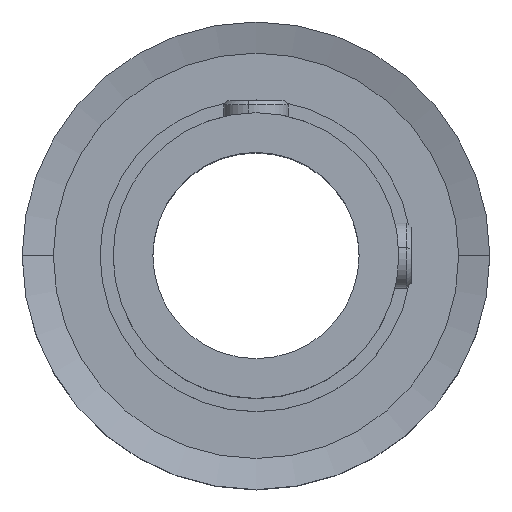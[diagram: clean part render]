
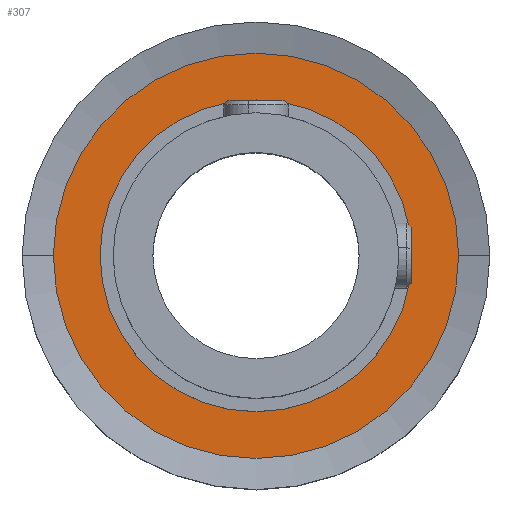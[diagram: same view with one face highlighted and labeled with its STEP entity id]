
A CAD part, top view. The second image highlights one B-rep face of the part: STEP entity #307.
In plain terms, the highlighted planar face has unit normal (0, 0, 1).
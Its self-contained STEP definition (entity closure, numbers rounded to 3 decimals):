
#89 = EDGE_CURVE ( 'NONE', #4318, #2797, #5805, .T. ) ;
#222 = AXIS2_PLACEMENT_3D ( 'NONE', #1694, #1144, #3907 ) ;
#232 = VERTEX_POINT ( 'NONE', #3701 ) ;
#307 = ADVANCED_FACE ( 'NONE', ( #5607, #996 ), #3248, .T. ) ;
#350 = DIRECTION ( 'NONE',  ( 0., 0., 1. ) ) ;
#440 = CARTESIAN_POINT ( 'NONE',  ( 0., 0., 15.1 ) ) ;
#443 = ORIENTED_EDGE ( 'NONE', *, *, #5529, .T. ) ;
#725 = DIRECTION ( 'NONE',  ( 1., 0., 0. ) ) ;
#996 = FACE_BOUND ( 'NONE', #2278, .T. ) ;
#1064 = DIRECTION ( 'NONE',  ( 0., 0., 1. ) ) ;
#1144 = DIRECTION ( 'NONE',  ( 0., 0., 1. ) ) ;
#1368 = AXIS2_PLACEMENT_3D ( 'NONE', #440, #2302, #5991 ) ;
#1564 = CARTESIAN_POINT ( 'NONE',  ( 0., 0., 15.1 ) ) ;
#1605 = EDGE_LOOP ( 'NONE', ( #443, #2711 ) ) ;
#1694 = CARTESIAN_POINT ( 'NONE',  ( 0., 0., 15.1 ) ) ;
#2278 = EDGE_LOOP ( 'NONE', ( #4232, #2963 ) ) ;
#2302 = DIRECTION ( 'NONE',  ( 0., 0., 1. ) ) ;
#2603 = CARTESIAN_POINT ( 'NONE',  ( 0., 0., 15.1 ) ) ;
#2608 = AXIS2_PLACEMENT_3D ( 'NONE', #1564, #2955, #725 ) ;
#2711 = ORIENTED_EDGE ( 'NONE', *, *, #89, .T. ) ;
#2797 = VERTEX_POINT ( 'NONE', #5983 ) ;
#2924 = DIRECTION ( 'NONE',  ( 1., 0., 0. ) ) ;
#2955 = DIRECTION ( 'NONE',  ( 0., 0., 1. ) ) ;
#2963 = ORIENTED_EDGE ( 'NONE', *, *, #4114, .F. ) ;
#3051 = AXIS2_PLACEMENT_3D ( 'NONE', #2603, #350, #5028 ) ;
#3104 = AXIS2_PLACEMENT_3D ( 'NONE', #5221, #1064, #2924 ) ;
#3248 = PLANE ( 'NONE',  #1368 ) ;
#3487 = CARTESIAN_POINT ( 'NONE',  ( -12., 0., 15.1 ) ) ;
#3701 = CARTESIAN_POINT ( 'NONE',  ( 12., 0., 15.1 ) ) ;
#3905 = EDGE_CURVE ( 'NONE', #232, #4057, #5276, .T. ) ;
#3907 = DIRECTION ( 'NONE',  ( 1., 0., 0. ) ) ;
#4057 = VERTEX_POINT ( 'NONE', #3487 ) ;
#4069 = CIRCLE ( 'NONE', #2608, 12. ) ;
#4114 = EDGE_CURVE ( 'NONE', #4057, #232, #4069, .T. ) ;
#4232 = ORIENTED_EDGE ( 'NONE', *, *, #3905, .F. ) ;
#4318 = VERTEX_POINT ( 'NONE', #4990 ) ;
#4990 = CARTESIAN_POINT ( 'NONE',  ( -15.6, 0., 15.1 ) ) ;
#5028 = DIRECTION ( 'NONE',  ( 1., 0., 0. ) ) ;
#5221 = CARTESIAN_POINT ( 'NONE',  ( 0., 0., 15.1 ) ) ;
#5276 = CIRCLE ( 'NONE', #3051, 12. ) ;
#5529 = EDGE_CURVE ( 'NONE', #2797, #4318, #5654, .T. ) ;
#5607 = FACE_OUTER_BOUND ( 'NONE', #1605, .T. ) ;
#5654 = CIRCLE ( 'NONE', #222, 15.6 ) ;
#5805 = CIRCLE ( 'NONE', #3104, 15.6 ) ;
#5983 = CARTESIAN_POINT ( 'NONE',  ( 15.6, 0., 15.1 ) ) ;
#5991 = DIRECTION ( 'NONE',  ( 1., 0., 0. ) ) ;
